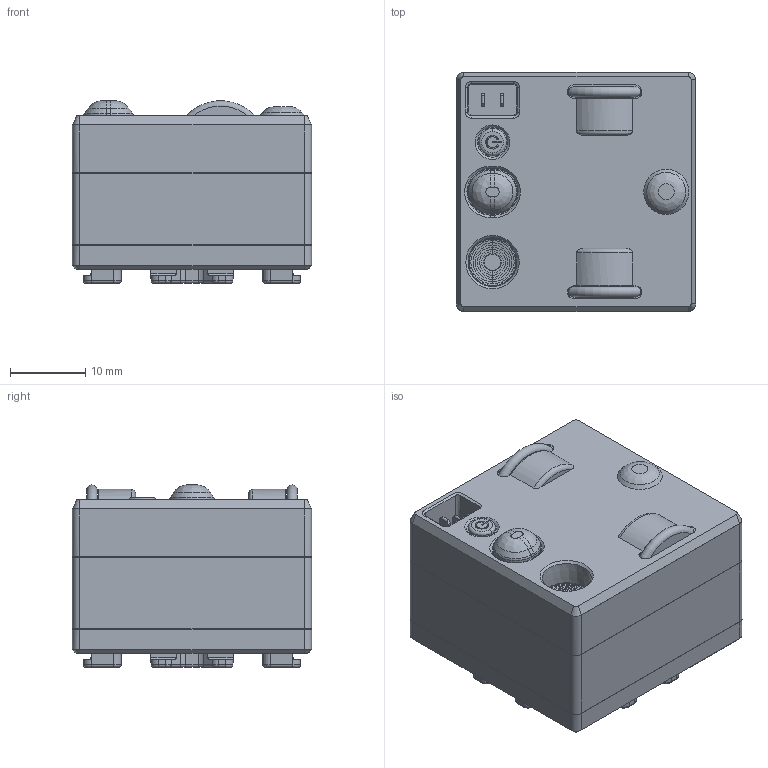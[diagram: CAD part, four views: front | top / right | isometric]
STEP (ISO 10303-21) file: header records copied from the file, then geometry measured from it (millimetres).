
FILE_DESCRIPTION(/* description */ (''),/* implementation_level */ '2;1');
FILE_NAME(/* name */ 'toiocorecube_v001.stp',/* time_stamp */ '2022-02-09T13:44:22+09:00',/* author */ (''),/* organization */ (''),/* preprocessor_version */ 'ST-DEVELOPER v18.1',/* originating_system */ 'SIEMENS PLM Software NX 1973',/* authorisation */ '');
FILE_SCHEMA (('AUTOMOTIVE_DESIGN { 1 0 10303 214 3 1 1 1 }'));
Length unit declared in the file: millimetre
Products named in the file (1): 00002D2C5ED20sio
Bounding box: 31.8 x 31.8 x 24.25 mm (x, y, z)
Volume: 20673.4 mm3; surface area: 5489.5 mm2
Topology: 1 solids, 1 shells, 461 faces, 1119 edges, 690 vertices
Faces by surface type: plane 172, cylinder 104, cone 87, torus 52, bspline 44, extrusion 2
Entity records: 19371 total; most frequent: CARTESIAN_POINT 8303, ORIENTED_EDGE 2216, DIRECTION 2164, EDGE_CURVE 1108, AXIS2_PLACEMENT_3D 783, VERTEX_POINT 689, VECTOR 598, LINE 596
